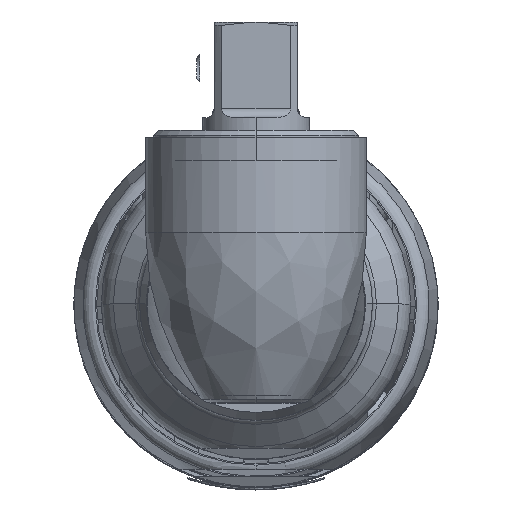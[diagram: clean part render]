
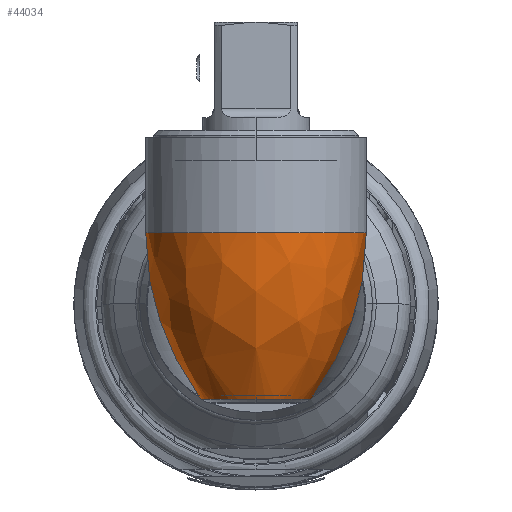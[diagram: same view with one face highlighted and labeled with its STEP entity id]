
A CAD part, top view. The second image highlights one B-rep face of the part: STEP entity #44034.
In plain terms, the highlighted free-form (B-spline) face has degree [3, 3] with [7, 4] control points.
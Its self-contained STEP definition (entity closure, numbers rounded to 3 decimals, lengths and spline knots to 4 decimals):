
#42648=CARTESIAN_POINT('',(0.,-0.4366,4.6443));
#42649=DIRECTION('',(0.,1.,0.));
#42650=DIRECTION('',(-0.987,0.,-0.162));
#42651=AXIS2_PLACEMENT_3D('',#42648,#42649,#42650);
#43040=CARTESIAN_POINT('',(0.2641,-0.4159,
4.6443));
#43108=CARTESIAN_POINT('',(-0.4828,0.0984,
4.6443));
#43109=CARTESIAN_POINT('',(-0.4835,0.1025,
4.637));
#43110=CARTESIAN_POINT('',(-0.4846,0.1107,
4.6225));
#43111=CARTESIAN_POINT('',(-0.4851,0.1221,
4.6013));
#43112=CARTESIAN_POINT('',(-0.4844,0.1327,
4.5807));
#43113=CARTESIAN_POINT('',(-0.4834,0.1392,
4.5673));
#43114=CARTESIAN_POINT('',(-0.4827,0.1423,
4.5608));
#43116=CARTESIAN_POINT('',(0.4827,0.1423,
4.5608));
#43117=CARTESIAN_POINT('',(0.4834,0.1392,
4.5673));
#43118=CARTESIAN_POINT('',(0.4844,0.1327,
4.5807));
#43119=CARTESIAN_POINT('',(0.4851,0.1221,
4.6013));
#43120=CARTESIAN_POINT('',(0.4846,0.1107,
4.6225));
#43121=CARTESIAN_POINT('',(0.4835,0.1025,
4.637));
#43122=CARTESIAN_POINT('',(0.4828,0.0984,
4.6443));
#43124=CARTESIAN_POINT('',(-0.7525,0.32,4.6443));
#43125=DIRECTION('',(0.,0.,1.));
#43126=DIRECTION('',(0.81,-0.586,0.));
#43127=AXIS2_PLACEMENT_3D('',#43124,#43125,#43126);
#43129=CARTESIAN_POINT('',(0.2641,-0.4159,
4.6443));
#43130=CARTESIAN_POINT('',(0.2612,-0.42,
4.6372));
#43131=CARTESIAN_POINT('',(0.2551,-0.4274,
4.6234));
#43132=CARTESIAN_POINT('',(0.2488,-0.4337,
4.6104));
#43133=CARTESIAN_POINT('',(0.2455,-0.4366,
4.604));
#43135=CARTESIAN_POINT('',(-0.2455,-0.4366,
4.604));
#43136=CARTESIAN_POINT('',(-0.2488,-0.4337,
4.6104));
#43137=CARTESIAN_POINT('',(-0.2551,-0.4274,
4.6234));
#43138=CARTESIAN_POINT('',(-0.2612,-0.42,
4.6372));
#43139=CARTESIAN_POINT('',(-0.2641,-0.4159,
4.6443));
#43141=CARTESIAN_POINT('',(0.7525,0.32,4.6443));
#43142=DIRECTION('',(0.,0.,1.));
#43143=DIRECTION('',(-0.984,-0.177,0.));
#43144=AXIS2_PLACEMENT_3D('',#43141,#43142,#43143);
#43162=CARTESIAN_POINT('',(-0.4078,0.32,4.3508));
#43163=CARTESIAN_POINT('',(-0.415,0.3091,
4.3607));
#43164=CARTESIAN_POINT('',(-0.4281,0.2873,
4.381));
#43165=CARTESIAN_POINT('',(-0.4445,0.2553,
4.4124));
#43166=CARTESIAN_POINT('',(-0.4574,0.2253,
4.4439));
#43167=CARTESIAN_POINT('',(-0.4673,0.1982,
4.4751));
#43168=CARTESIAN_POINT('',(-0.4746,0.1748,
4.5055));
#43169=CARTESIAN_POINT('',(-0.4796,0.1558,
4.5345));
#43170=CARTESIAN_POINT('',(-0.4818,0.1463,
4.5523));
#43171=CARTESIAN_POINT('',(-0.4827,0.1423,
4.5608));
#43215=CARTESIAN_POINT('',(0.,0.32,4.6443));
#43216=DIRECTION('',(0.,-1.,0.));
#43217=DIRECTION('',(0.812,0.,-0.584));
#43218=AXIS2_PLACEMENT_3D('',#43215,#43216,#43217);
#43350=CARTESIAN_POINT('',(0.4827,0.1423,
4.5608));
#43351=CARTESIAN_POINT('',(0.4818,0.1464,
4.5521));
#43352=CARTESIAN_POINT('',(0.4795,0.156,
4.5341));
#43353=CARTESIAN_POINT('',(0.4745,0.1752,
4.505));
#43354=CARTESIAN_POINT('',(0.4672,0.1986,
4.4747));
#43355=CARTESIAN_POINT('',(0.4573,0.2256,
4.4436));
#43356=CARTESIAN_POINT('',(0.4444,0.2554,
4.4123));
#43357=CARTESIAN_POINT('',(0.4281,0.2873,
4.381));
#43358=CARTESIAN_POINT('',(0.415,0.309,
4.3607));
#43359=CARTESIAN_POINT('',(0.4078,0.32,4.3508));
#43366=CARTESIAN_POINT('',(-0.4828,0.0984,
4.6443));
#43395=CARTESIAN_POINT('',(-0.2641,-0.4159,
4.6443));
#43469=VERTEX_POINT('',#43366);
#43470=VERTEX_POINT('',#43114);
#43472=VERTEX_POINT('',#43162);
#43473=VERTEX_POINT('',#43395);
#43475=VERTEX_POINT('',#43135);
#43477=VERTEX_POINT('',#43040);
#43478=VERTEX_POINT('',#43133);
#43481=VERTEX_POINT('',#43350);
#43482=VERTEX_POINT('',#43359);
#43483=VERTEX_POINT('',#43122);
#43985=CARTESIAN_POINT('',(-0.1809,-0.4495,
4.4883));
#43986=CARTESIAN_POINT('',(-0.3142,-0.2228,
4.3734));
#43987=CARTESIAN_POINT('',(-0.3832,0.0493,
4.3138));
#43988=CARTESIAN_POINT('',(-0.3804,0.3362,
4.3162));
#43989=CARTESIAN_POINT('',(-0.3357,-0.4495,
4.6678));
#43990=CARTESIAN_POINT('',(-0.583,-0.2228,
4.685));
#43991=CARTESIAN_POINT('',(-0.7112,0.0493,
4.694));
#43992=CARTESIAN_POINT('',(-0.706,0.3362,
4.6936));
#43993=CARTESIAN_POINT('',(-0.237,-0.4495,
4.8833));
#43994=CARTESIAN_POINT('',(-0.4116,-0.2228,
5.0592));
#43995=CARTESIAN_POINT('',(-0.5021,0.0493,
5.1505));
#43996=CARTESIAN_POINT('',(-0.4984,0.3362,
5.1467));
#43997=CARTESIAN_POINT('',(0.,-0.4495,4.8833));
#43998=CARTESIAN_POINT('',(0.,-0.2228,5.0592));
#43999=CARTESIAN_POINT('',(0.,0.0493,5.1505));
#44000=CARTESIAN_POINT('',(0.,0.3362,5.1467));
#44001=CARTESIAN_POINT('',(0.237,-0.4495,
4.8833));
#44002=CARTESIAN_POINT('',(0.4116,-0.2228,
5.0592));
#44003=CARTESIAN_POINT('',(0.5021,0.0493,
5.1505));
#44004=CARTESIAN_POINT('',(0.4984,0.3362,
5.1467));
#44005=CARTESIAN_POINT('',(0.3357,-0.4495,
4.6678));
#44006=CARTESIAN_POINT('',(0.583,-0.2228,
4.685));
#44007=CARTESIAN_POINT('',(0.7112,0.0493,
4.694));
#44008=CARTESIAN_POINT('',(0.706,0.3362,
4.6936));
#44009=CARTESIAN_POINT('',(0.1809,-0.4495,
4.4883));
#44010=CARTESIAN_POINT('',(0.3142,-0.2228,
4.3734));
#44011=CARTESIAN_POINT('',(0.3832,0.0493,
4.3138));
#44012=CARTESIAN_POINT('',(0.3804,0.3362,
4.3162));
#44013=(BOUNDED_SURFACE()B_SPLINE_SURFACE(3,3,((#43985,#43986,#43987,#43988),(
#43989,#43990,#43991,#43992),(#43993,#43994,#43995,#43996),(#43997,#43998,
#43999,#44000),(#44001,#44002,#44003,#44004),(#44005,#44006,#44007,#44008),(
#44009,#44010,#44011,#44012)),.UNSPECIFIED.,.F.,.F.,.F.)B_SPLINE_SURFACE_WITH_KNOTS((4,3,4),(4,4),(0.,1.,2.),(0.,1.),.UNSPECIFIED.)GEOMETRIC_REPRESENTATION_ITEM()RATIONAL_B_SPLINE_SURFACE(((1.453,1.398,
1.398,1.453),(0.888,0.854,
0.854,0.888),(0.888,0.854,
0.854,0.888),(1.453,1.398,
1.398,1.453),(0.888,0.854,
0.854,0.888),(0.888,0.854,
0.854,0.888),(1.453,1.398,
1.398,1.453)))REPRESENTATION_ITEM('')SURFACE());
#44015=ORIENTED_EDGE('',*,*,#44014,.T.);
#44017=ORIENTED_EDGE('',*,*,#44016,.F.);
#44019=ORIENTED_EDGE('',*,*,#44018,.F.);
#44021=ORIENTED_EDGE('',*,*,#44020,.F.);
#44023=ORIENTED_EDGE('',*,*,#44022,.T.);
#44024=ORIENTED_EDGE('',*,*,#43980,.F.);
#44026=ORIENTED_EDGE('',*,*,#44025,.T.);
#44027=ORIENTED_EDGE('',*,*,#43550,.F.);
#44029=ORIENTED_EDGE('',*,*,#44028,.T.);
#44031=ORIENTED_EDGE('',*,*,#44030,.F.);
#44032=EDGE_LOOP('',(#44015,#44017,#44019,#44021,#44023,#44024,#44026,#44027,
#44029,#44031));
#44033=FACE_OUTER_BOUND('',#44032,.F.);
#44034=ADVANCED_FACE('',(#44033),#44013,.T.);
#42652=CIRCLE('',#42651,0.2488);
#43115=B_SPLINE_CURVE_WITH_KNOTS('',3,(#43108,#43109,#43110,#43111,#43112,
#43113,#43114),.UNSPECIFIED.,.F.,.F.,(4,1,1,1,4),(0.,0.25,0.5,0.75,
1.),.UNSPECIFIED.);
#43123=B_SPLINE_CURVE_WITH_KNOTS('',3,(#43116,#43117,#43118,#43119,#43120,
#43121,#43122),.UNSPECIFIED.,.F.,.F.,(4,1,1,1,4),(0.,0.25,0.5,0.75,
1.),.UNSPECIFIED.);
#43128=CIRCLE('',#43127,1.255);
#43134=B_SPLINE_CURVE_WITH_KNOTS('',3,(#43129,#43130,#43131,#43132,#43133),
.UNSPECIFIED.,.F.,.F.,(4,1,4),(0.,0.5,1.),.UNSPECIFIED.);
#43140=B_SPLINE_CURVE_WITH_KNOTS('',3,(#43135,#43136,#43137,#43138,#43139),
.UNSPECIFIED.,.F.,.F.,(4,1,4),(0.,0.5,1.),.UNSPECIFIED.);
#43145=CIRCLE('',#43144,1.255);
#43172=B_SPLINE_CURVE_WITH_KNOTS('',3,(#43162,#43163,#43164,#43165,#43166,
#43167,#43168,#43169,#43170,#43171),.UNSPECIFIED.,.F.,.F.,(4,1,1,1,1,1,1,4),(
0.,0.1429,0.2857,0.4286,0.5714,
0.7143,0.8571,1.),.UNSPECIFIED.);
#43219=CIRCLE('',#43218,0.5025);
#43360=B_SPLINE_CURVE_WITH_KNOTS('',3,(#43350,#43351,#43352,#43353,#43354,
#43355,#43356,#43357,#43358,#43359),.UNSPECIFIED.,.F.,.F.,(4,1,1,1,1,1,1,4),(
0.,0.1429,0.2857,0.4286,0.5714,
0.7143,0.8571,1.),.UNSPECIFIED.);
#43550=EDGE_CURVE('',#43475,#43478,#42652,.T.);
#43980=EDGE_CURVE('',#43477,#43483,#43128,.T.);
#44014=EDGE_CURVE('',#43469,#43470,#43115,.T.);
#44016=EDGE_CURVE('',#43472,#43470,#43172,.T.);
#44018=EDGE_CURVE('',#43482,#43472,#43219,.T.);
#44020=EDGE_CURVE('',#43481,#43482,#43360,.T.);
#44022=EDGE_CURVE('',#43481,#43483,#43123,.T.);
#44025=EDGE_CURVE('',#43477,#43478,#43134,.T.);
#44028=EDGE_CURVE('',#43475,#43473,#43140,.T.);
#44030=EDGE_CURVE('',#43469,#43473,#43145,.T.);
